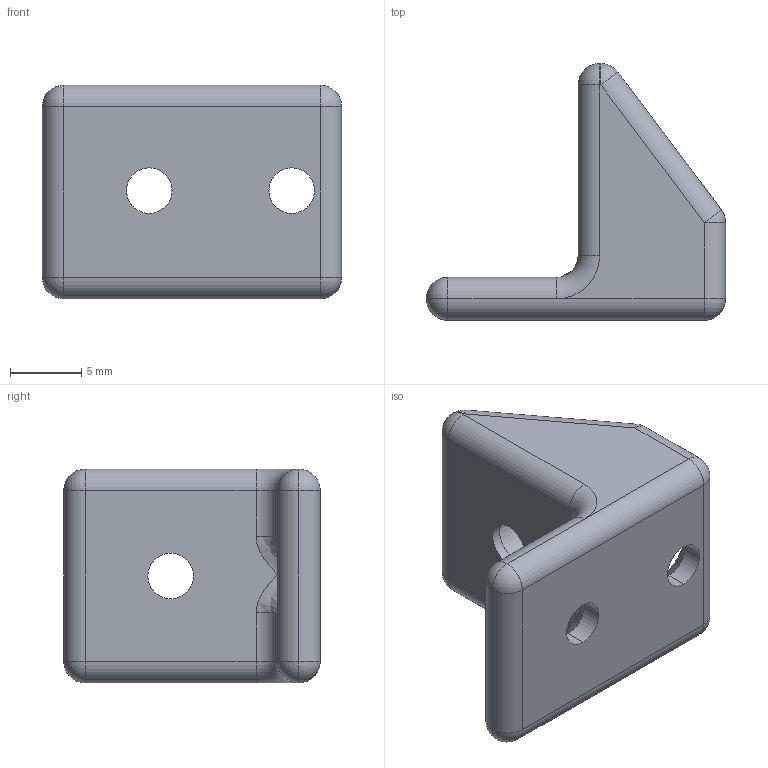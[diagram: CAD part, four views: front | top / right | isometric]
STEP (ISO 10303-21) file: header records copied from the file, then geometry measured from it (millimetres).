
FILE_DESCRIPTION (( 'STEP AP214' ), '1' );
FILE_NAME ('xHomeLimit.STEP', '2025-06-11T21:16:58', ( '' ), ( '' ), 'SwSTEP 2.0', 'SolidWorks 2024', '' );
FILE_SCHEMA (( 'AUTOMOTIVE_DESIGN' ));
Length unit declared in the file: millimetre
Products named in the file (1): xHomeLimit
Bounding box: 21 x 18 x 15 mm (x, y, z)
Volume: 1941.3 mm3; surface area: 1470.5 mm2
Topology: 1 solids, 1 shells, 78 faces, 191 edges, 96 vertices
Faces by surface type: cylinder 39, plane 15, sphere 14, cone 4, bspline 4, torus 2
Entity records: 2298 total; most frequent: CARTESIAN_POINT 539, DIRECTION 395, ORIENTED_EDGE 346, EDGE_CURVE 173, AXIS2_PLACEMENT_3D 158, VERTEX_POINT 96, EDGE_LOOP 83, CIRCLE 83
